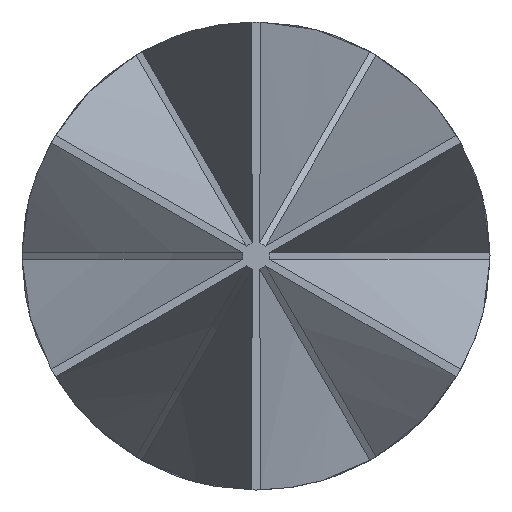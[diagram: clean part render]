
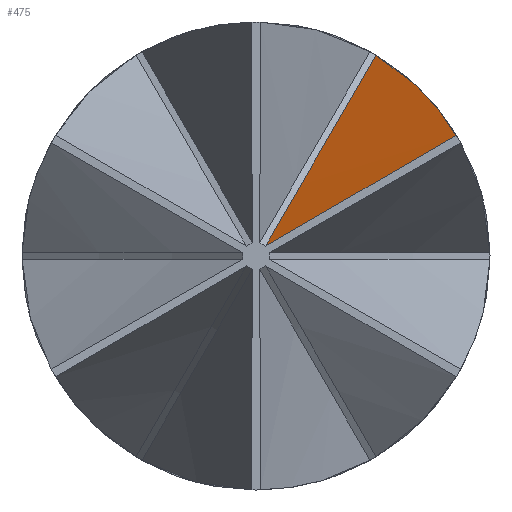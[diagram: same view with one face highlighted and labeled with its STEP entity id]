
A CAD part, left-side view. The second image highlights one B-rep face of the part: STEP entity #475.
In plain terms, the highlighted conical face has half-angle 52 degrees and reference radius 4.128 mm.
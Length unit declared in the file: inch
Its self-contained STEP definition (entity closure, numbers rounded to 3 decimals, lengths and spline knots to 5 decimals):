
#2 = ORIENTED_EDGE ( 'NONE', *, *, #509, .T. ) ;
#4 = ORIENTED_EDGE ( 'NONE', *, *, #498, .F. ) ;
#62 = ORIENTED_EDGE ( 'NONE', *, *, #1081, .F. ) ;
#162 = CIRCLE ( 'NONE', #890, 0.175 ) ;
#205 = CONICAL_SURFACE ( 'NONE', #534, 0.16252, 0.908 ) ;
#213 = FACE_OUTER_BOUND ( 'NONE', #270, .T. ) ;
#235 = B_SPLINE_CURVE_WITH_KNOTS ( 'NONE', 3,
 ( #649, #689, #692, #654 ),
 .UNSPECIFIED., .F., .F.,
 ( 4, 4 ),
 ( 0.00167, 0.00209 ),
 .UNSPECIFIED. ) ;
#238 = B_SPLINE_CURVE_WITH_KNOTS ( 'NONE', 3,
 ( #865, #866, #856, #855 ),
 .UNSPECIFIED., .F., .F.,
 ( 4, 4 ),
 ( 0.0001, 0.00057 ),
 .UNSPECIFIED. ) ;
#270 = EDGE_LOOP ( 'NONE', ( #62, #2, #4 ) ) ;
#309 = VERTEX_POINT ( 'NONE', #1032 ) ;
#320 = VERTEX_POINT ( 'NONE', #1006 ) ;
#330 = VERTEX_POINT ( 'NONE', #978 ) ;
#475 = ADVANCED_FACE ( 'NONE', ( #213 ), #205, .F. ) ;
#498 = EDGE_CURVE ( 'NONE', #330, #320, #235, .T. ) ;
#509 = EDGE_CURVE ( 'NONE', #309, #320, #162, .T. ) ;
#534 = AXIS2_PLACEMENT_3D ( 'NONE', #937, #947, #943 ) ;
#581 = DIRECTION ( 'NONE',  ( 0., 0.866, 0.5 ) ) ;
#583 = CARTESIAN_POINT ( 'NONE',  ( -0.11522, -0.06658, 0.11481 ) ) ;
#586 = DIRECTION ( 'NONE',  ( 0., -0.5, 0.866 ) ) ;
#649 = CARTESIAN_POINT ( 'NONE',  ( 0., -0.01499, 0.00904 ) ) ;
#654 = CARTESIAN_POINT ( 'NONE',  ( 0., -0.00072, 0.00074 ) ) ;
#689 = CARTESIAN_POINT ( 'NONE',  ( 0., -0.01027, 0.00622 ) ) ;
#692 = CARTESIAN_POINT ( 'NONE',  ( 0., -0.00551, 0.00346 ) ) ;
#855 = CARTESIAN_POINT ( 'NONE',  ( 0., -0.01499, 0.00904 ) ) ;
#856 = CARTESIAN_POINT ( 'NONE',  ( 0.00563, -0.0136, 0.01134 ) ) ;
#865 = CARTESIAN_POINT ( 'NONE',  ( 0.0165, -0.00897, 0.01503 ) ) ;
#866 = CARTESIAN_POINT ( 'NONE',  ( 0.01112, -0.01166, 0.01342 ) ) ;
#890 = AXIS2_PLACEMENT_3D ( 'NONE', #583, #581, #586 ) ;
#937 = CARTESIAN_POINT ( 'NONE',  ( -0.11522, -0.07502, 0.10994 ) ) ;
#943 = DIRECTION ( 'NONE',  ( 0., -0.5, 0.866 ) ) ;
#947 = DIRECTION ( 'NONE',  ( 0., 0.866, 0.5 ) ) ;
#978 = CARTESIAN_POINT ( 'NONE',  ( 0., -0.01499, 0.00904 ) ) ;
#1006 = CARTESIAN_POINT ( 'NONE',  ( 0., -0.00072, 0.00074 ) ) ;
#1032 = CARTESIAN_POINT ( 'NONE',  ( 0.0165, -0.00897, 0.01503 ) ) ;
#1081 = EDGE_CURVE ( 'NONE', #309, #330, #238, .T. ) ;
